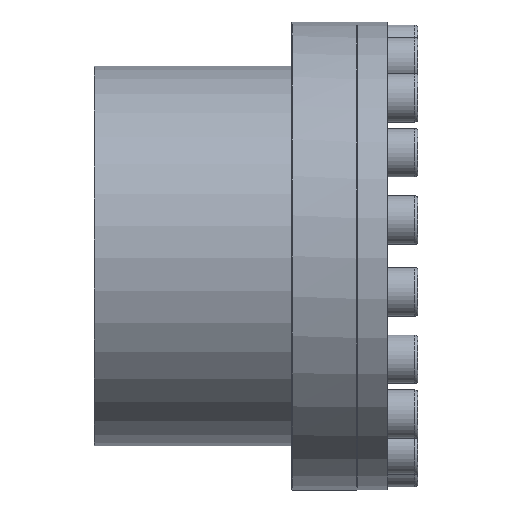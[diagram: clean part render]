
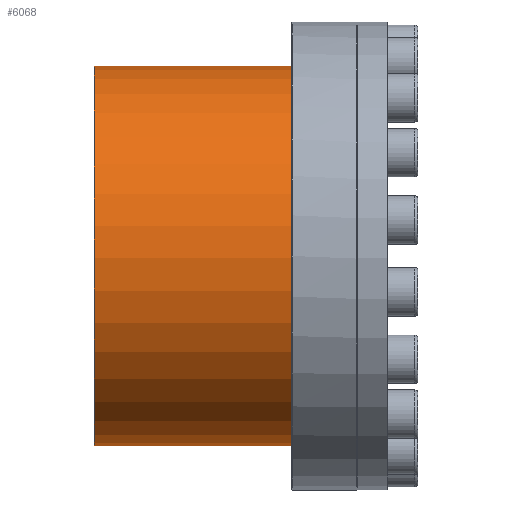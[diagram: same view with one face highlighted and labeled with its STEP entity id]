
A CAD part, left-side view. The second image highlights one B-rep face of the part: STEP entity #6068.
In plain terms, the highlighted cylindrical face has radius 62.5 mm (diameter 125 mm), a partial arc.
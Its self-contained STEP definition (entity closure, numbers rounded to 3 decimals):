
#1134=CIRCLE('',#6568,62.5);
#1154=CIRCLE('',#6593,62.5);
#1478=VERTEX_POINT('',#9210);
#1479=VERTEX_POINT('',#9212);
#1483=VERTEX_POINT('',#9236);
#1484=VERTEX_POINT('',#9238);
#1949=VECTOR('',#7434,1.);
#1954=VECTOR('',#7454,1.);
#2183=LINE('',#9211,#1949);
#2188=LINE('',#9237,#1954);
#2428=EDGE_CURVE('',#1478,#1479,#2183,.F.);
#2439=EDGE_CURVE('',#1483,#1484,#2188,.T.);
#2469=EDGE_CURVE('',#1484,#1478,#1134,.T.);
#2489=EDGE_CURVE('',#1483,#1479,#1154,.T.);
#3276=ORIENTED_EDGE('',*,*,#2428,.F.);
#3277=ORIENTED_EDGE('',*,*,#2469,.F.);
#3278=ORIENTED_EDGE('',*,*,#2439,.F.);
#3279=ORIENTED_EDGE('',*,*,#2489,.T.);
#4636=EDGE_LOOP('',(#3276,#3277,#3278,#3279));
#5381=FACE_BOUND('',#4636,.T.);
#6068=ADVANCED_FACE('',(#5381),#11745,.T.);
#6568=AXIS2_PLACEMENT_3D('',#9300,#7517,#7518);
#6593=AXIS2_PLACEMENT_3D('',#9344,#7564,#7565);
#6611=AXIS2_PLACEMENT_3D('',#9362,#7599,#7600);
#7434=DIRECTION('',(0.,-1.,0.));
#7454=DIRECTION('',(0.,-1.,0.));
#7517=DIRECTION('',(0.,-1.,0.));
#7518=DIRECTION('',(0.,0.,-62.5));
#7564=DIRECTION('',(0.,-1.,0.));
#7565=DIRECTION('',(0.,0.,-62.5));
#7599=DIRECTION('',(0.,1.,0.));
#7600=DIRECTION('',(0.,0.,-62.5));
#9210=CARTESIAN_POINT('',(12.607,31.5,61.215));
#9211=CARTESIAN_POINT('',(12.607,-60.,61.215));
#9212=CARTESIAN_POINT('',(12.607,96.5,61.215));
#9236=CARTESIAN_POINT('',(9.09,96.5,61.835));
#9237=CARTESIAN_POINT('',(9.09,-60.,61.835));
#9238=CARTESIAN_POINT('',(9.09,31.5,61.835));
#9300=CARTESIAN_POINT('',(0.,31.5,0.));
#9344=CARTESIAN_POINT('',(0.,96.5,0.));
#9362=CARTESIAN_POINT('',(0.,-60.,0.));
#11745=CYLINDRICAL_SURFACE('',#6611,62.5);
